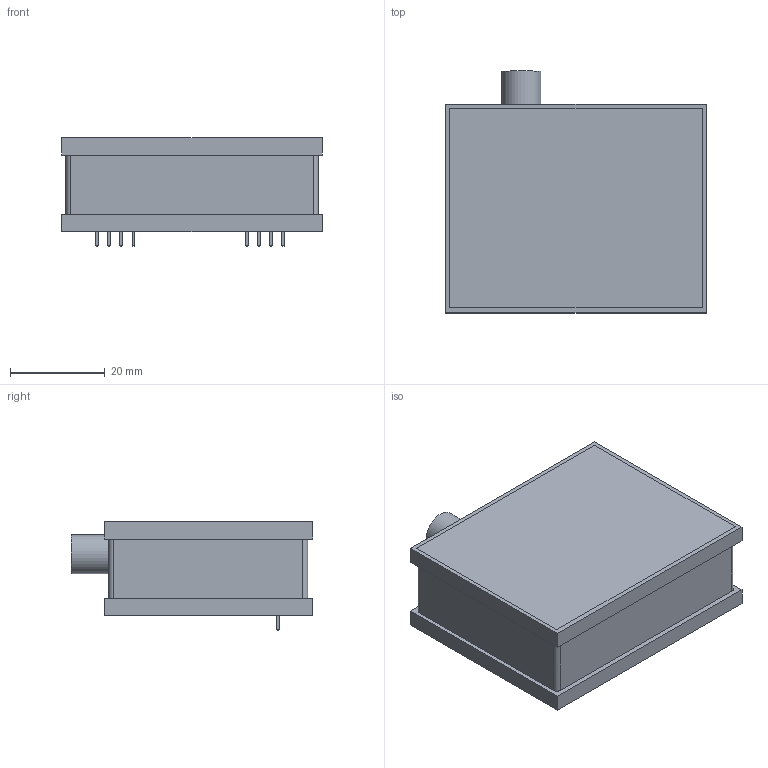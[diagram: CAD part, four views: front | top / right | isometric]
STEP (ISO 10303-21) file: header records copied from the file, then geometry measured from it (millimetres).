
FILE_DESCRIPTION(('FreeCAD Model'),'2;1');
FILE_NAME('RF_Modulator.step','2020-05-23T14:13:58',( 'kicad StepUp'),('ksu MCAD'),'Open CASCADE STEP processor 7.3', 'FreeCAD','Unknown');
FILE_SCHEMA(('AUTOMOTIVE_DESIGN { 1 0 10303 214 1 1 1 1 }'));
Length unit declared in the file: millimetre
Products named in the file (1): RF_Modulator
Bounding box: 55 x 51 x 22.8 mm (x, y, z)
Volume: 45941.3 mm3; surface area: 9478.1 mm2
Topology: 10 solids, 10 shells, 106 faces, 222 edges, 140 vertices
Faces by surface type: plane 100, cylinder 6
Full cylindrical faces by diameter (mm): 3.2 x1, 8.24 x1
Entity records: 3489 total; most frequent: CARTESIAN_POINT 469, DIRECTION 448, ORIENTED_EDGE 444, EDGE_CURVE 222, LINE 210, VECTOR 210, VERTEX_POINT 140, AXIS2_PLACEMENT_3D 119
